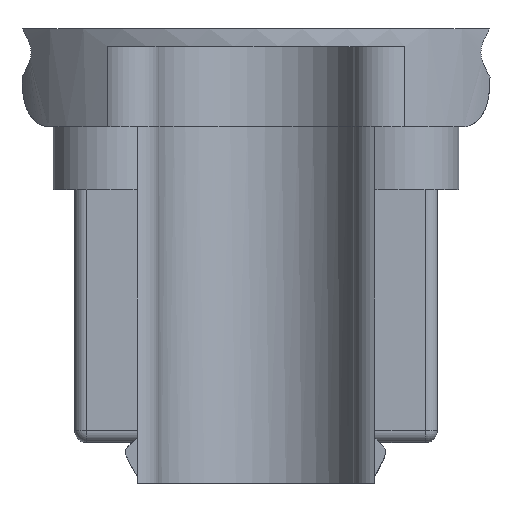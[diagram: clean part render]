
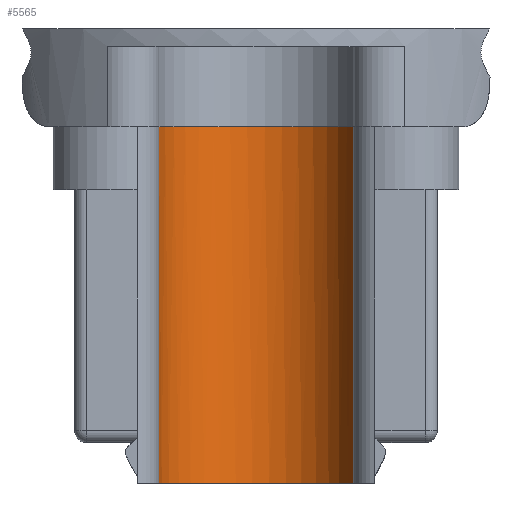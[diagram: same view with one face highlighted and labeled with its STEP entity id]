
A CAD part, left-side view. The second image highlights one B-rep face of the part: STEP entity #5565.
In plain terms, the highlighted cylindrical face has radius 8.5 mm (diameter 17 mm), a partial arc.
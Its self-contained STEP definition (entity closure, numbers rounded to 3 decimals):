
#398=CYLINDRICAL_SURFACE('',#5903,8.5);
#577=CIRCLE('',#5894,8.5);
#578=CIRCLE('',#5897,8.5);
#581=CIRCLE('',#5904,8.5);
#582=CIRCLE('',#5905,8.5);
#715=FACE_OUTER_BOUND('',#1033,.T.);
#1033=EDGE_LOOP('',(#3711,#3712,#3713,#3714,#3715,#3716,#3717,#3718));
#1359=LINE('',#7649,#1778);
#1363=LINE('',#7658,#1782);
#1381=LINE('',#7714,#1800);
#1382=LINE('',#7719,#1801);
#1778=VECTOR('',#6340,10.);
#1782=VECTOR('',#6346,10.);
#1800=VECTOR('',#6384,10.);
#1801=VECTOR('',#6389,10.);
#2197=VERTEX_POINT('',#7646);
#2198=VERTEX_POINT('',#7648);
#2201=VERTEX_POINT('',#7655);
#2202=VERTEX_POINT('',#7657);
#2209=VERTEX_POINT('',#7678);
#2218=VERTEX_POINT('',#7712);
#2219=VERTEX_POINT('',#7716);
#2220=VERTEX_POINT('',#7718);
#2781=EDGE_CURVE('',#2198,#2197,#1359,.T.);
#2785=EDGE_CURVE('',#2202,#2201,#1363,.T.);
#2788=EDGE_CURVE('',#2201,#2198,#577,.T.);
#2796=EDGE_CURVE('',#2202,#2209,#578,.T.);
#2809=EDGE_CURVE('',#2218,#2209,#1381,.T.);
#2810=EDGE_CURVE('',#2219,#2197,#581,.T.);
#2811=EDGE_CURVE('',#2220,#2219,#1382,.T.);
#2812=EDGE_CURVE('',#2220,#2218,#582,.T.);
#3711=ORIENTED_EDGE('',*,*,#2781,.T.);
#3712=ORIENTED_EDGE('',*,*,#2810,.F.);
#3713=ORIENTED_EDGE('',*,*,#2811,.F.);
#3714=ORIENTED_EDGE('',*,*,#2812,.T.);
#3715=ORIENTED_EDGE('',*,*,#2809,.T.);
#3716=ORIENTED_EDGE('',*,*,#2796,.F.);
#3717=ORIENTED_EDGE('',*,*,#2785,.T.);
#3718=ORIENTED_EDGE('',*,*,#2788,.T.);
#5565=ADVANCED_FACE('',(#715),#398,.F.);
#5894=AXIS2_PLACEMENT_3D('',#7662,#6351,#6352);
#5897=AXIS2_PLACEMENT_3D('',#7679,#6364,#6365);
#5903=AXIS2_PLACEMENT_3D('',#7715,#6385,#6386);
#5904=AXIS2_PLACEMENT_3D('',#7717,#6387,#6388);
#5905=AXIS2_PLACEMENT_3D('',#7720,#6390,#6391);
#6340=DIRECTION('',(0.,0.,-1.));
#6346=DIRECTION('',(0.,0.,1.));
#6351=DIRECTION('center_axis',(0.,0.,-1.));
#6352=DIRECTION('ref_axis',(-0.233,-0.972,0.));
#6364=DIRECTION('center_axis',(0.,0.,1.));
#6365=DIRECTION('ref_axis',(-0.233,-0.972,0.));
#6384=DIRECTION('',(0.,0.,-1.));
#6385=DIRECTION('center_axis',(0.,0.,-1.));
#6386=DIRECTION('ref_axis',(1.,0.,0.));
#6387=DIRECTION('center_axis',(0.,0.,1.));
#6388=DIRECTION('ref_axis',(-0.233,-0.972,0.));
#6389=DIRECTION('',(0.,0.,-1.));
#6390=DIRECTION('center_axis',(0.,0.,1.));
#6391=DIRECTION('ref_axis',(-0.233,-0.972,0.));
#7646=CARTESIAN_POINT('',(-12.663,8.336,-38.25));
#7648=CARTESIAN_POINT('',(-12.663,8.336,-35.05));
#7649=CARTESIAN_POINT('',(-12.663,8.336,-8.25));
#7655=CARTESIAN_POINT('',(-15.964,8.336,-35.05));
#7657=CARTESIAN_POINT('',(-15.964,8.336,-38.25));
#7658=CARTESIAN_POINT('',(-15.964,8.336,-8.25));
#7662=CARTESIAN_POINT('Origin',(-14.314,-0.002,
-35.05));
#7678=CARTESIAN_POINT('',(-16.298,8.263,-38.25));
#7679=CARTESIAN_POINT('Origin',(-14.314,-0.002,
-38.25));
#7712=CARTESIAN_POINT('',(-16.298,8.263,-8.25));
#7714=CARTESIAN_POINT('',(-16.298,8.263,-8.25));
#7715=CARTESIAN_POINT('Origin',(-14.314,-0.002,
-8.25));
#7716=CARTESIAN_POINT('',(-16.295,-8.268,-38.25));
#7717=CARTESIAN_POINT('Origin',(-14.314,-0.002,
-38.25));
#7718=CARTESIAN_POINT('',(-16.295,-8.268,-8.25));
#7719=CARTESIAN_POINT('',(-16.295,-8.268,-8.25));
#7720=CARTESIAN_POINT('Origin',(-14.314,-0.002,
-8.25));
